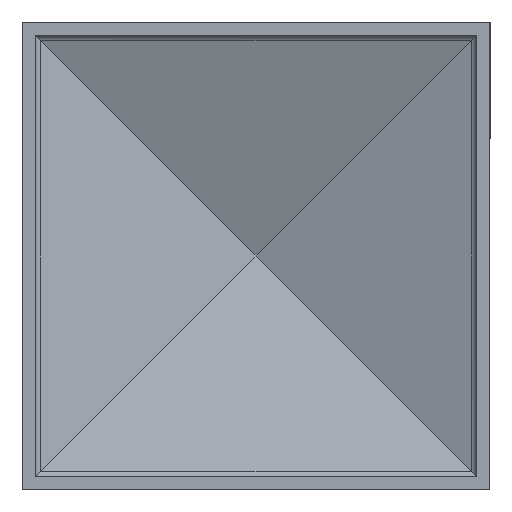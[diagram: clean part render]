
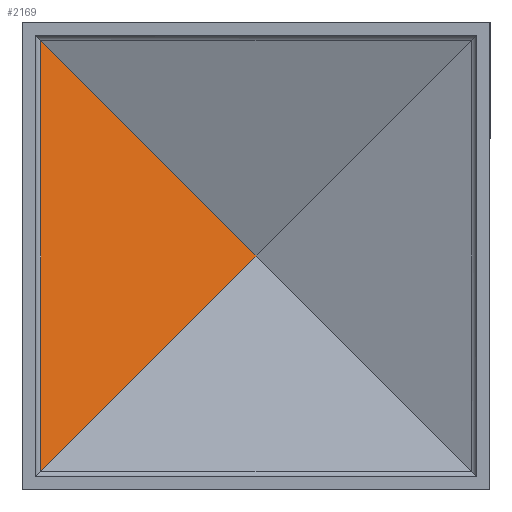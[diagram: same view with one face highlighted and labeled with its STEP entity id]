
A CAD part, front view. The second image highlights one B-rep face of the part: STEP entity #2169.
In plain terms, the highlighted planar face has unit normal (0.353, -0.935, 0).
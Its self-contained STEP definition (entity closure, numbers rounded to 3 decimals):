
#280 = VECTOR ( 'NONE', #4872, 1000. ) ;
#421 = LINE ( 'NONE', #2737, #8829 ) ;
#2169 = ADVANCED_FACE ( 'NONE', ( #3480 ), #11810, .T. ) ;
#2211 = LINE ( 'NONE', #8609, #280 ) ;
#2386 = EDGE_LOOP ( 'NONE', ( #10244, #8190, #7330 ) ) ;
#2427 = CARTESIAN_POINT ( 'NONE',  ( -24.353, 9.207, -26.5 ) ) ;
#2698 = CARTESIAN_POINT ( 'NONE',  ( 0., 18.404, 0. ) ) ;
#2737 = CARTESIAN_POINT ( 'NONE',  ( -25.355, 8.829, -25.355 ) ) ;
#3150 = CARTESIAN_POINT ( 'NONE',  ( -24.353, 9.207, -24.353 ) ) ;
#3371 = DIRECTION ( 'NONE',  ( 0.353, -0.936, 0. ) ) ;
#3480 = FACE_OUTER_BOUND ( 'NONE', #2386, .T. ) ;
#4338 = VERTEX_POINT ( 'NONE', #5667 ) ;
#4492 = AXIS2_PLACEMENT_3D ( 'NONE', #2427, #3371, #6283 ) ;
#4872 = DIRECTION ( 'NONE',  ( 0., 0., 1. ) ) ;
#5352 = EDGE_CURVE ( 'NONE', #11214, #4338, #10052, .T. ) ;
#5667 = CARTESIAN_POINT ( 'NONE',  ( -24.353, 9.207, 24.353 ) ) ;
#5934 = CARTESIAN_POINT ( 'NONE',  ( -0.619, 18.17, 0.619 ) ) ;
#6283 = DIRECTION ( 'NONE',  ( 0.936, 0.353, 0. ) ) ;
#7330 = ORIENTED_EDGE ( 'NONE', *, *, #11404, .F. ) ;
#7751 = VECTOR ( 'NONE', #8738, 1000. ) ;
#8190 = ORIENTED_EDGE ( 'NONE', *, *, #5352, .T. ) ;
#8609 = CARTESIAN_POINT ( 'NONE',  ( -24.353, 9.207, -26.5 ) ) ;
#8738 = DIRECTION ( 'NONE',  ( -0.683, -0.258, 0.683 ) ) ;
#8829 = VECTOR ( 'NONE', #10275, 1000. ) ;
#10052 = LINE ( 'NONE', #5934, #7751 ) ;
#10244 = ORIENTED_EDGE ( 'NONE', *, *, #11364, .T. ) ;
#10275 = DIRECTION ( 'NONE',  ( 0.683, 0.258, 0.683 ) ) ;
#11214 = VERTEX_POINT ( 'NONE', #2698 ) ;
#11364 = EDGE_CURVE ( 'NONE', #11591, #11214, #421, .T. ) ;
#11404 = EDGE_CURVE ( 'NONE', #11591, #4338, #2211, .T. ) ;
#11591 = VERTEX_POINT ( 'NONE', #3150 ) ;
#11810 = PLANE ( 'NONE',  #4492 ) ;
